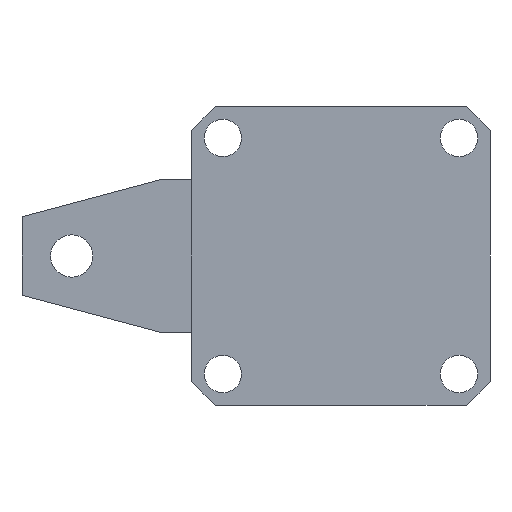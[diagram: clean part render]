
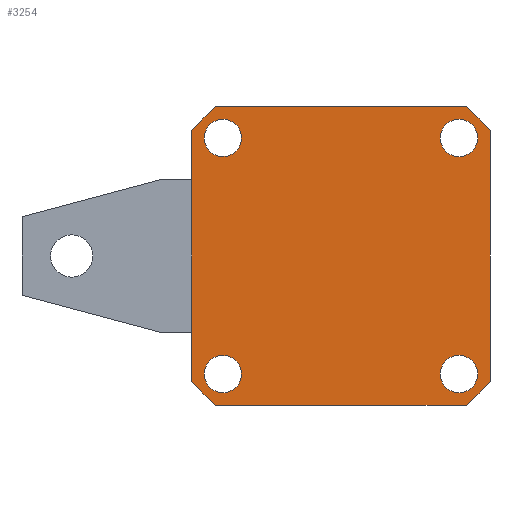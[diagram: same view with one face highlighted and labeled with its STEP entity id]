
A CAD part, front view. The second image highlights one B-rep face of the part: STEP entity #3254.
In plain terms, the highlighted planar face has unit normal (0, -1, 0).
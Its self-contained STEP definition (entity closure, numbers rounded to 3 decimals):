
#292 = DIRECTION ( 'NONE',  ( 0., -1., 0. ) ) ;
#293 = DIRECTION ( 'NONE',  ( 0., 0., -1. ) ) ;
#294 = CARTESIAN_POINT ( 'NONE',  ( 28.5, 0., 28.5 ) ) ;
#295 = DIRECTION ( 'NONE',  ( 0., -1., 0. ) ) ;
#296 = DIRECTION ( 'NONE',  ( 0., 0., -1. ) ) ;
#297 = CARTESIAN_POINT ( 'NONE',  ( 28.5, 0., -28.5 ) ) ;
#298 = DIRECTION ( 'NONE',  ( 0., -1., 0. ) ) ;
#299 = DIRECTION ( 'NONE',  ( 0., 0., -1. ) ) ;
#300 = CARTESIAN_POINT ( 'NONE',  ( -28.5, 0., -28.5 ) ) ;
#301 = DIRECTION ( 'NONE',  ( 0., -1., 0. ) ) ;
#302 = DIRECTION ( 'NONE',  ( 0., 0., -1. ) ) ;
#303 = CARTESIAN_POINT ( 'NONE',  ( 0., 0., 0. ) ) ;
#304 = DIRECTION ( 'NONE',  ( 0., -1., 0. ) ) ;
#305 = DIRECTION ( 'NONE',  ( 0., 0., -1. ) ) ;
#306 = CARTESIAN_POINT ( 'NONE',  ( 0., 0., 0. ) ) ;
#307 = DIRECTION ( 'NONE',  ( 0., -1., 0. ) ) ;
#308 = DIRECTION ( 'NONE',  ( 0., 0., -1. ) ) ;
#309 = CARTESIAN_POINT ( 'NONE',  ( 0., 0., 0. ) ) ;
#310 = DIRECTION ( 'NONE',  ( 0., -1., 0. ) ) ;
#311 = DIRECTION ( 'NONE',  ( 0., 0., -1. ) ) ;
#312 = CARTESIAN_POINT ( 'NONE',  ( 0., 0., 0. ) ) ;
#313 = DIRECTION ( 'NONE',  ( 0., -1., 0. ) ) ;
#314 = DIRECTION ( 'NONE',  ( 0., 0., -1. ) ) ;
#392 = AXIS2_PLACEMENT_3D ( 'NONE', #3362, #292, #293 ) ;
#393 = AXIS2_PLACEMENT_3D ( 'NONE', #294, #295, #296 ) ;
#394 = AXIS2_PLACEMENT_3D ( 'NONE', #297, #298, #299 ) ;
#395 = AXIS2_PLACEMENT_3D ( 'NONE', #300, #301, #302 ) ;
#396 = AXIS2_PLACEMENT_3D ( 'NONE', #303, #304, #305 ) ;
#397 = AXIS2_PLACEMENT_3D ( 'NONE', #306, #307, #308 ) ;
#398 = AXIS2_PLACEMENT_3D ( 'NONE', #309, #310, #311 ) ;
#399 = AXIS2_PLACEMENT_3D ( 'NONE', #312, #313, #314 ) ;
#421 = AXIS2_PLACEMENT_3D ( 'NONE', #5581, #5582, #5583 ) ;
#423 = AXIS2_PLACEMENT_3D ( 'NONE', #5591, #5592, #5593 ) ;
#425 = AXIS2_PLACEMENT_3D ( 'NONE', #5601, #5642, #5422 ) ;
#427 = AXIS2_PLACEMENT_3D ( 'NONE', #5430, #5431, #5432 ) ;
#474 = AXIS2_PLACEMENT_3D ( 'NONE', #1374, #1369, #1376 ) ;
#1170 = FACE_BOUND ( 'NONE', #3766, .T. ) ;
#1172 = FACE_OUTER_BOUND ( 'NONE', #3773, .T. ) ;
#1174 = FACE_BOUND ( 'NONE', #3749, .T. ) ;
#1176 = FACE_BOUND ( 'NONE', #3767, .T. ) ;
#1182 = FACE_BOUND ( 'NONE', #3743, .T. ) ;
#1288 = VECTOR ( 'NONE', #5493, 1000. ) ;
#1291 = LINE ( 'NONE', #5491, #1288 ) ;
#1312 = CIRCLE ( 'NONE', #427, 4.5 ) ;
#1318 = CIRCLE ( 'NONE', #425, 4.5 ) ;
#1324 = CIRCLE ( 'NONE', #423, 4.5 ) ;
#1331 = CIRCLE ( 'NONE', #421, 4.5 ) ;
#1369 = DIRECTION ( 'NONE',  ( 0., -1., 0. ) ) ;
#1372 = PLANE ( 'NONE',  #474 ) ;
#1374 = CARTESIAN_POINT ( 'NONE',  ( 0., 0., 0. ) ) ;
#1376 = DIRECTION ( 'NONE',  ( 0., 0., -1. ) ) ;
#1727 = EDGE_CURVE ( 'NONE', #5291, #5289, #4304, .T. ) ;
#1730 = EDGE_CURVE ( 'NONE', #5296, #5145, #4288, .T. ) ;
#1733 = EDGE_CURVE ( 'NONE', #5272, #5025, #4282, .T. ) ;
#1735 = EDGE_CURVE ( 'NONE', #4733, #4742, #4280, .T. ) ;
#1736 = EDGE_CURVE ( 'NONE', #4748, #4943, #4276, .T. ) ;
#1737 = EDGE_CURVE ( 'NONE', #4741, #4740, #4517, .T. ) ;
#1738 = EDGE_CURVE ( 'NONE', #5089, #4744, #4516, .T. ) ;
#1739 = EDGE_CURVE ( 'NONE', #5296, #5289, #4541, .T. ) ;
#1740 = EDGE_CURVE ( 'NONE', #5291, #4922, #4278, .T. ) ;
#1741 = EDGE_CURVE ( 'NONE', #5245, #5025, #4553, .T. ) ;
#1742 = EDGE_CURVE ( 'NONE', #5272, #5145, #4552, .T. ) ;
#1970 = CARTESIAN_POINT ( 'NONE',  ( 28.5, 0., -33. ) ) ;
#1986 = CARTESIAN_POINT ( 'NONE',  ( -28.5, 0., 24. ) ) ;
#1996 = CARTESIAN_POINT ( 'NONE',  ( 28.5, 0., -24. ) ) ;
#1998 = CARTESIAN_POINT ( 'NONE',  ( -28.5, 0., 33. ) ) ;
#2000 = CARTESIAN_POINT ( 'NONE',  ( -28.5, 0., -24. ) ) ;
#2007 = CARTESIAN_POINT ( 'NONE',  ( 28.5, 0., 24. ) ) ;
#2148 = CARTESIAN_POINT ( 'NONE',  ( 30.216, 0., 36. ) ) ;
#2163 = CARTESIAN_POINT ( 'NONE',  ( 28.5, 0., 33. ) ) ;
#2192 = CARTESIAN_POINT ( 'NONE',  ( -36., 0., 30.216 ) ) ;
#2233 = CARTESIAN_POINT ( 'NONE',  ( -28.5, 0., -33. ) ) ;
#2252 = CARTESIAN_POINT ( 'NONE',  ( -30.216, 0., -36. ) ) ;
#2278 = CARTESIAN_POINT ( 'NONE',  ( -30.216, 0., 36. ) ) ;
#3134 = EDGE_CURVE ( 'NONE', #4742, #4733, #1331, .T. ) ;
#3138 = EDGE_CURVE ( 'NONE', #4943, #4748, #1324, .T. ) ;
#3142 = EDGE_CURVE ( 'NONE', #4740, #4741, #1318, .T. ) ;
#3146 = EDGE_CURVE ( 'NONE', #4744, #5089, #1312, .T. ) ;
#3162 = EDGE_CURVE ( 'NONE', #5245, #4922, #1291, .T. ) ;
#3254 = ADVANCED_FACE ( 'NONE', ( #1176, #1170, #1174, #1182, #1172 ), #1372, .T. ) ;
#3341 = CARTESIAN_POINT ( 'NONE',  ( 36., 0., 36. ) ) ;
#3348 = DIRECTION ( 'NONE',  ( 0., 0., -1. ) ) ;
#3353 = CARTESIAN_POINT ( 'NONE',  ( -36., 0., -36. ) ) ;
#3355 = DIRECTION ( 'NONE',  ( -1., 0., 0. ) ) ;
#3358 = CARTESIAN_POINT ( 'NONE',  ( -36., 0., 36. ) ) ;
#3359 = DIRECTION ( 'NONE',  ( 0., 0., 1. ) ) ;
#3362 = CARTESIAN_POINT ( 'NONE',  ( -28.5, 0., 28.5 ) ) ;
#3743 = EDGE_LOOP ( 'NONE', ( #4547, #4546 ) ) ;
#3749 = EDGE_LOOP ( 'NONE', ( #4550, #4549 ) ) ;
#3766 = EDGE_LOOP ( 'NONE', ( #4554, #4548 ) ) ;
#3767 = EDGE_LOOP ( 'NONE', ( #4556, #4555 ) ) ;
#3773 = EDGE_LOOP ( 'NONE', ( #4545, #4544, #4543, #4542, #4536, #4538, #4537, #4535 ) ) ;
#4083 = CARTESIAN_POINT ( 'NONE',  ( -36., 0., -30.216 ) ) ;
#4091 = CARTESIAN_POINT ( 'NONE',  ( 36., 0., -30.216 ) ) ;
#4098 = CARTESIAN_POINT ( 'NONE',  ( 36., 0., 30.216 ) ) ;
#4100 = CARTESIAN_POINT ( 'NONE',  ( 30.216, 0., -36. ) ) ;
#4276 = CIRCLE ( 'NONE', #393, 4.5 ) ;
#4278 = CIRCLE ( 'NONE', #397, 47. ) ;
#4279 = VECTOR ( 'NONE', #3359, 1000. ) ;
#4280 = CIRCLE ( 'NONE', #392, 4.5 ) ;
#4282 = LINE ( 'NONE', #3358, #4279 ) ;
#4285 = VECTOR ( 'NONE', #3355, 1000. ) ;
#4288 = LINE ( 'NONE', #3353, #4285 ) ;
#4291 = VECTOR ( 'NONE', #3348, 1000. ) ;
#4304 = LINE ( 'NONE', #3341, #4291 ) ;
#4516 = CIRCLE ( 'NONE', #395, 4.5 ) ;
#4517 = CIRCLE ( 'NONE', #394, 4.5 ) ;
#4535 = ORIENTED_EDGE ( 'NONE', *, *, #1742, .T. ) ;
#4536 = ORIENTED_EDGE ( 'NONE', *, *, #3162, .F. ) ;
#4537 = ORIENTED_EDGE ( 'NONE', *, *, #1733, .F. ) ;
#4538 = ORIENTED_EDGE ( 'NONE', *, *, #1741, .T. ) ;
#4541 = CIRCLE ( 'NONE', #396, 47. ) ;
#4542 = ORIENTED_EDGE ( 'NONE', *, *, #1740, .T. ) ;
#4543 = ORIENTED_EDGE ( 'NONE', *, *, #1727, .F. ) ;
#4544 = ORIENTED_EDGE ( 'NONE', *, *, #1739, .T. ) ;
#4545 = ORIENTED_EDGE ( 'NONE', *, *, #1730, .F. ) ;
#4546 = ORIENTED_EDGE ( 'NONE', *, *, #1738, .F. ) ;
#4547 = ORIENTED_EDGE ( 'NONE', *, *, #3146, .F. ) ;
#4548 = ORIENTED_EDGE ( 'NONE', *, *, #1736, .F. ) ;
#4549 = ORIENTED_EDGE ( 'NONE', *, *, #1737, .F. ) ;
#4550 = ORIENTED_EDGE ( 'NONE', *, *, #3142, .F. ) ;
#4552 = CIRCLE ( 'NONE', #399, 47. ) ;
#4553 = CIRCLE ( 'NONE', #398, 47. ) ;
#4554 = ORIENTED_EDGE ( 'NONE', *, *, #3138, .F. ) ;
#4555 = ORIENTED_EDGE ( 'NONE', *, *, #1735, .F. ) ;
#4556 = ORIENTED_EDGE ( 'NONE', *, *, #3134, .F. ) ;
#4733 = VERTEX_POINT ( 'NONE', #1986 ) ;
#4740 = VERTEX_POINT ( 'NONE', #1996 ) ;
#4741 = VERTEX_POINT ( 'NONE', #1970 ) ;
#4742 = VERTEX_POINT ( 'NONE', #1998 ) ;
#4744 = VERTEX_POINT ( 'NONE', #2000 ) ;
#4748 = VERTEX_POINT ( 'NONE', #2007 ) ;
#4922 = VERTEX_POINT ( 'NONE', #2148 ) ;
#4943 = VERTEX_POINT ( 'NONE', #2163 ) ;
#5025 = VERTEX_POINT ( 'NONE', #2192 ) ;
#5089 = VERTEX_POINT ( 'NONE', #2233 ) ;
#5145 = VERTEX_POINT ( 'NONE', #2252 ) ;
#5245 = VERTEX_POINT ( 'NONE', #2278 ) ;
#5272 = VERTEX_POINT ( 'NONE', #4083 ) ;
#5289 = VERTEX_POINT ( 'NONE', #4091 ) ;
#5291 = VERTEX_POINT ( 'NONE', #4098 ) ;
#5296 = VERTEX_POINT ( 'NONE', #4100 ) ;
#5422 = DIRECTION ( 'NONE',  ( 0., 0., -1. ) ) ;
#5430 = CARTESIAN_POINT ( 'NONE',  ( -28.5, 0., -28.5 ) ) ;
#5431 = DIRECTION ( 'NONE',  ( 0., -1., 0. ) ) ;
#5432 = DIRECTION ( 'NONE',  ( 0., 0., -1. ) ) ;
#5491 = CARTESIAN_POINT ( 'NONE',  ( -36., 0., 36. ) ) ;
#5493 = DIRECTION ( 'NONE',  ( 1., 0., 0. ) ) ;
#5581 = CARTESIAN_POINT ( 'NONE',  ( -28.5, 0., 28.5 ) ) ;
#5582 = DIRECTION ( 'NONE',  ( 0., -1., 0. ) ) ;
#5583 = DIRECTION ( 'NONE',  ( 0., 0., -1. ) ) ;
#5591 = CARTESIAN_POINT ( 'NONE',  ( 28.5, 0., 28.5 ) ) ;
#5592 = DIRECTION ( 'NONE',  ( 0., -1., 0. ) ) ;
#5593 = DIRECTION ( 'NONE',  ( 0., 0., -1. ) ) ;
#5601 = CARTESIAN_POINT ( 'NONE',  ( 28.5, 0., -28.5 ) ) ;
#5642 = DIRECTION ( 'NONE',  ( 0., -1., 0. ) ) ;
